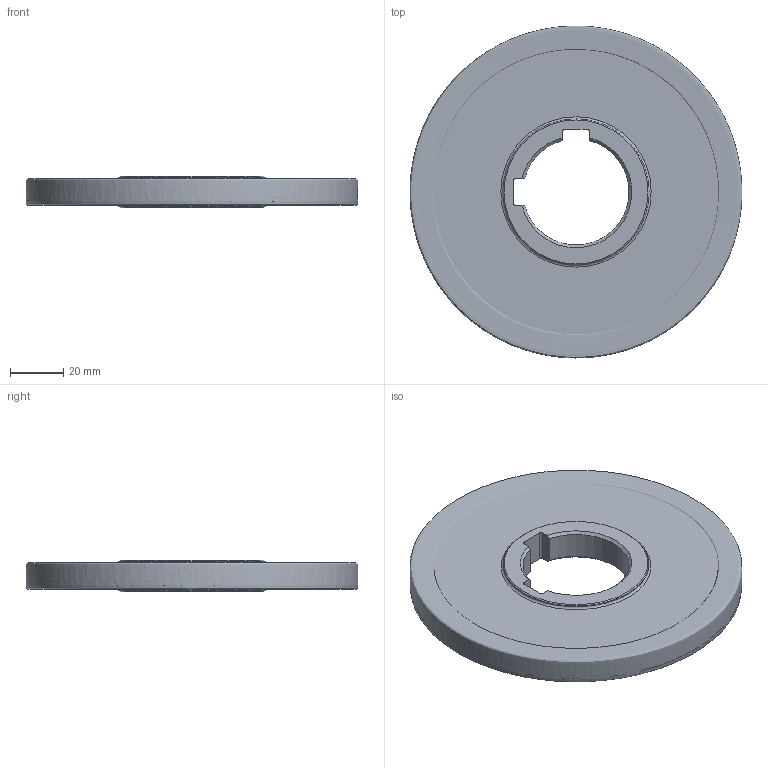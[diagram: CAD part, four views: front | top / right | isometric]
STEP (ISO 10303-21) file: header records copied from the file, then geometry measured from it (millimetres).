
FILE_DESCRIPTION(/* description */ (''),/* implementation_level */ '2;1');
FILE_NAME(/* name */ 'TOOLASSEMBLY_1.STP',/* time_stamp */ '2022-08-19T11:28:20+02:00',/* author */ (''),/* organization */ ('SMS'),/* preprocessor_version */ 'ST-DEVELOPER v16.7',/* originating_system */ 'SIEMENS PLM Software NX 12.0',/* authorisation */ '');
FILE_SCHEMA (('AUTOMOTIVE_DESIGN { 1 0 10303 214 3 1 1 1 }'));
Length unit declared in the file: millimetre
Products named in the file (4): ASSEMBLY_CONSTRUCTION; CUT_20220819112658; NOCUT_20220819112644; TOOLASSEMBLY_1
Assembly tree (4 placements, depth 2):
  TOOLASSEMBLY_1
    NOCUT_20220819112644
    CUT_20220819112658  x2
    ASSEMBLY_CONSTRUCTION
Bounding box: 125 x 125 x 12 mm (x, y, z)
Volume: 152209.4 mm3; surface area: 50574.9 mm2
Topology: 3 solids, 3 shells, 31 faces, 77 edges, 67 vertices
Faces by surface type: plane 10, cylinder 9, cone 6, torus 4, bspline 2
Full cylindrical faces by diameter (mm): 55 x2, 122.447 x1
Entity records: 17120 total; most frequent: CARTESIAN_POINT 16148, DIRECTION 182, ORIENTED_EDGE 120, AXIS2_PLACEMENT_3D 79, EDGE_CURVE 60, VERTEX_POINT 46, EDGE_LOOP 42, STYLED_ITEM 36
